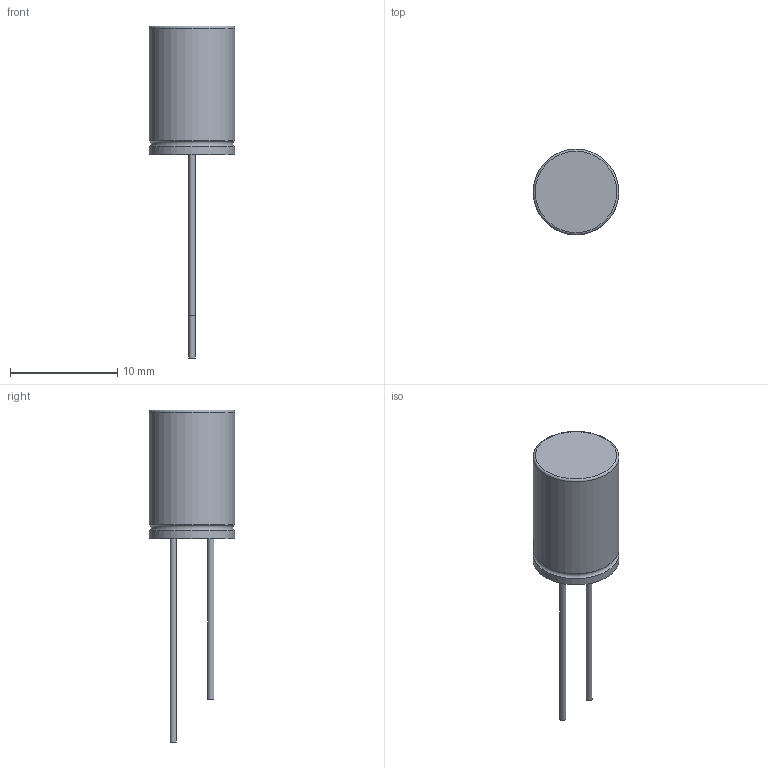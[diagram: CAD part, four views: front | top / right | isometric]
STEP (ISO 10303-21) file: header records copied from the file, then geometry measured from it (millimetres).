
FILE_DESCRIPTION((''),'2;1');
FILE_NAME('E12.stp','2013-10-24T11:45:17',('4024630'),(''),'Autodesk Inventor 2012','Autodesk Inventor 2012','');
FILE_SCHEMA(('AUTOMOTIVE_DESIGN { 1 2 10303 214 0 1 1 1 }'));
Length unit declared in the file: millimetre
Products named in the file (4): E12; 0.6-; 0.6+
Assembly tree (3 placements, depth 2):
  E12
    E12
    0.6-
    0.6+
Bounding box: 8 x 8 x 31 mm (x, y, z)
Volume: 610.6 mm3; surface area: 476.5 mm2
Topology: 3 solids, 3 shells, 16 faces, 21 edges, 13 vertices
Faces by surface type: plane 8, cylinder 6, torus 2
Full cylindrical faces by diameter (mm): 0.6 x4, 8 x2
Entity records: 413 total; most frequent: DIRECTION 72, CARTESIAN_POINT 49, AXIS2_PLACEMENT_3D 36, ORIENTED_EDGE 26, EDGE_LOOP 26, FACE_OUTER_BOUND 16, ADVANCED_FACE 16, VERTEX_POINT 13
